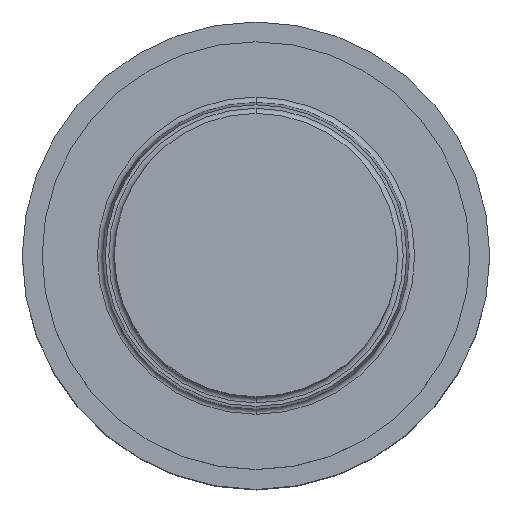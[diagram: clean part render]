
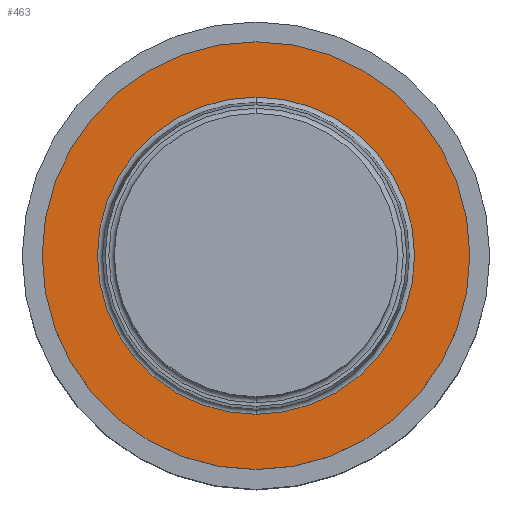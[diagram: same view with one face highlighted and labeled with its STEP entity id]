
A CAD part, top view. The second image highlights one B-rep face of the part: STEP entity #463.
In plain terms, the highlighted face is planar.
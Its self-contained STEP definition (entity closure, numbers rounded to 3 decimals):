
#160=CARTESIAN_POINT('',(0.,0.,0.));
#161=DIRECTION('',(0.,0.,-1.));
#162=DIRECTION('',(0.,1.,0.));
#163=AXIS2_PLACEMENT_3D('',#160,#161,#162);
#168=CARTESIAN_POINT('',(0.,0.,0.));
#169=DIRECTION('',(0.,0.,1.));
#170=DIRECTION('',(0.,1.,0.));
#171=AXIS2_PLACEMENT_3D('',#168,#169,#170);
#190=CARTESIAN_POINT('',(0.,0.,0.));
#191=DIRECTION('',(0.,0.,1.));
#192=DIRECTION('',(0.,1.,0.));
#193=AXIS2_PLACEMENT_3D('',#190,#191,#192);
#198=CARTESIAN_POINT('',(0.,0.,0.));
#199=DIRECTION('',(0.,0.,-1.));
#200=DIRECTION('',(0.,1.,0.));
#201=AXIS2_PLACEMENT_3D('',#198,#199,#200);
#278=CARTESIAN_POINT('',(0.,6.786,0.));
#279=VERTEX_POINT('',#278);
#280=CARTESIAN_POINT('',(0.,9.15,0.));
#282=VERTEX_POINT('',#280);
#298=CARTESIAN_POINT('',(0.,-6.786,0.));
#299=VERTEX_POINT('',#298);
#300=CARTESIAN_POINT('',(0.,-9.15,0.));
#302=VERTEX_POINT('',#300);
#448=CARTESIAN_POINT('',(0.,0.,0.));
#449=DIRECTION('',(0.,0.,-1.));
#450=DIRECTION('',(0.,-1.,0.));
#451=AXIS2_PLACEMENT_3D('',#448,#449,#450);
#452=PLANE('',#451);
#454=ORIENTED_EDGE('',*,*,#453,.T.);
#456=ORIENTED_EDGE('',*,*,#455,.F.);
#457=EDGE_LOOP('',(#454,#456));
#458=FACE_OUTER_BOUND('',#457,.F.);
#459=ORIENTED_EDGE('',*,*,#430,.T.);
#460=ORIENTED_EDGE('',*,*,#441,.F.);
#461=EDGE_LOOP('',(#459,#460));
#462=FACE_BOUND('',#461,.F.);
#463=ADVANCED_FACE('',(#458,#462),#452,.T.);
#164=CIRCLE('',#163,6.786);
#172=CIRCLE('',#171,6.786);
#194=CIRCLE('',#193,9.15);
#202=CIRCLE('',#201,9.15);
#430=EDGE_CURVE('',#279,#299,#164,.T.);
#441=EDGE_CURVE('',#279,#299,#172,.T.);
#453=EDGE_CURVE('',#282,#302,#194,.T.);
#455=EDGE_CURVE('',#282,#302,#202,.T.);
